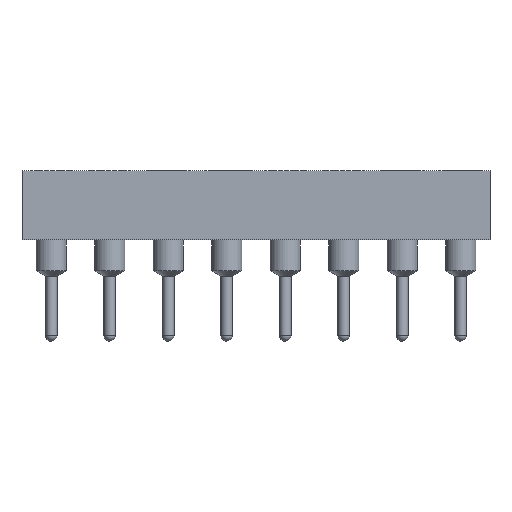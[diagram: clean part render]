
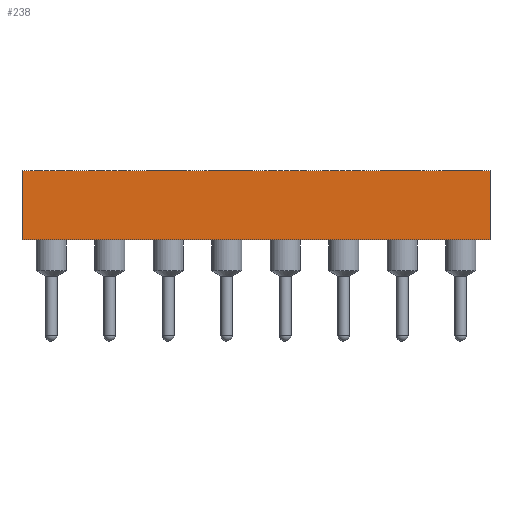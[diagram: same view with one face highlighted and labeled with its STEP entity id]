
A CAD part, front view. The second image highlights one B-rep face of the part: STEP entity #238.
In plain terms, the highlighted planar face has unit normal (0, -1, 0).
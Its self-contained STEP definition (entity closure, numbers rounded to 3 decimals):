
#238=ADVANCED_FACE('',(#1836),#1838,.T.);
#1836=FACE_BOUND('',#1837,.T.);
#1837=EDGE_LOOP('',(#3286,#3287,#3288,#3289));
#1838=PLANE('',#1839);
#1839=AXIS2_PLACEMENT_3D('',#1840,#1841,#1842);
#1840=CARTESIAN_POINT('',(-1.27,-1.27,1.4));
#1841=DIRECTION('',(0.,-1.,0.));
#1842=DIRECTION('',(1.,0.,0.));
#3286=ORIENTED_EDGE('',*,*,#3643,.T.);
#3287=ORIENTED_EDGE('',*,*,#3642,.T.);
#3288=ORIENTED_EDGE('',*,*,#3631,.F.);
#3289=ORIENTED_EDGE('',*,*,#3629,.F.);
#3629=EDGE_CURVE('',#3886,#3888,#3889,.T.);
#3631=EDGE_CURVE('',#3888,#3891,#3892,.T.);
#3642=EDGE_CURVE('',#3910,#3891,#3912,.T.);
#3643=EDGE_CURVE('',#3886,#3910,#3913,.T.);
#3886=VERTEX_POINT('',#4406);
#3888=VERTEX_POINT('',#4410);
#3889=LINE('',#4411,#4412);
#3891=VERTEX_POINT('',#4417);
#3892=LINE('',#4418,#4419);
#3910=VERTEX_POINT('',#4464);
#3912=LINE('',#4468,#4469);
#3913=LINE('',#4471,#4472);
#4406=CARTESIAN_POINT('',(-1.27,-1.27,1.4));
#4410=CARTESIAN_POINT('',(-1.27,-1.27,4.4));
#4411=CARTESIAN_POINT('',(-1.27,-1.27,1.4));
#4412=VECTOR('',#4413,1.);
#4413=DIRECTION('',(0.,0.,1.));
#4417=CARTESIAN_POINT('',(19.05,-1.27,4.4));
#4418=CARTESIAN_POINT('',(-1.27,-1.27,4.4));
#4419=VECTOR('',#4420,1.);
#4420=DIRECTION('',(1.,0.,0.));
#4464=CARTESIAN_POINT('',(19.05,-1.27,1.4));
#4468=CARTESIAN_POINT('',(19.05,-1.27,1.4));
#4469=VECTOR('',#4470,1.);
#4470=DIRECTION('',(0.,0.,1.));
#4471=CARTESIAN_POINT('',(-1.27,-1.27,1.4));
#4472=VECTOR('',#4473,1.);
#4473=DIRECTION('',(1.,0.,0.));
